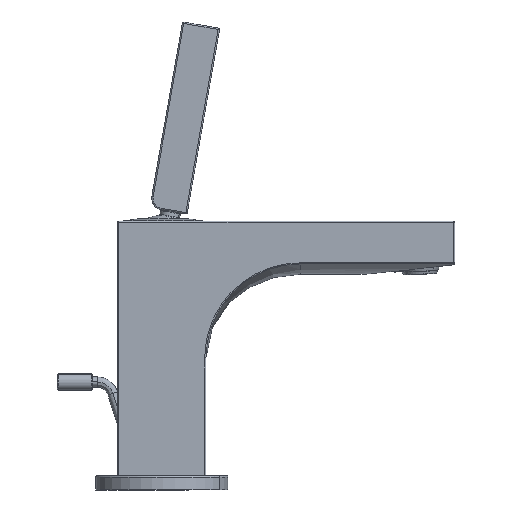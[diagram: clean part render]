
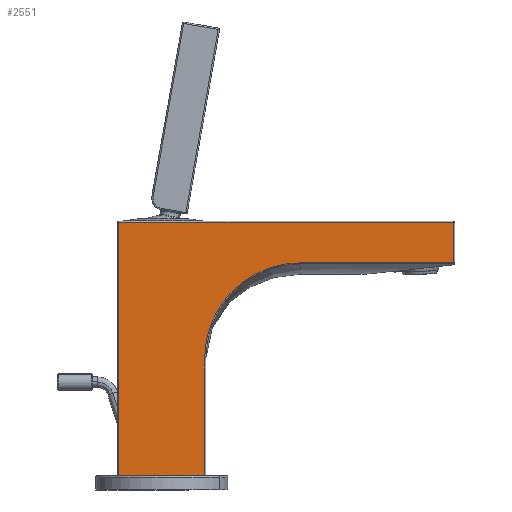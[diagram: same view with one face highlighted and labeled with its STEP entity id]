
A CAD part, front view. The second image highlights one B-rep face of the part: STEP entity #2551.
In plain terms, the highlighted planar face has unit normal (0, -1, 0).
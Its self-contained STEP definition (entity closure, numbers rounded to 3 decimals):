
#1366=CARTESIAN_POINT(' ',(-18.25,-18.75,8.));
#1371=DIRECTION(' ',(0.,0.,1.));
#1376=VECTOR(' ',#1371,1.);
#1381=LINE('',#1366,#1376);
#1386=CARTESIAN_POINT(' ',(-18.25,-18.75,8.));
#1387=VERTEX_POINT(' ',#1386);
#1391=CARTESIAN_POINT(' ',(-18.25,-18.75,115.5));
#1392=VERTEX_POINT(' ',#1391);
#1396=EDGE_CURVE(' ',#1387,#1392,#1381,.T.);
#1896=CARTESIAN_POINT(' ',(18.25,-18.75,8.));
#1897=VERTEX_POINT(' ',#1896);
#1911=CARTESIAN_POINT(' ',(-18.25,-18.75,8.));
#1916=DIRECTION(' ',(1.,0.,0.));
#1921=VECTOR(' ',#1916,1.);
#1926=LINE('',#1911,#1921);
#1931=EDGE_CURVE(' ',#1387,#1897,#1926,.T.);
#2281=DIRECTION(' ',(-0.,-1.,0.));
#2286=CARTESIAN_POINT(' ',(123.75,-18.75,8.));
#2291=DIRECTION(' ',(0.,0.,1.));
#2296=AXIS2_PLACEMENT_3D(' ',#2286,#2281,#2291);
#2301=PLANE('',#2296);
#2306=CARTESIAN_POINT(' ',(123.75,-18.75,115.5));
#2311=DIRECTION(' ',(0.,0.,-1.));
#2316=VECTOR(' ',#2311,1.);
#2321=LINE('',#2306,#2316);
#2326=CARTESIAN_POINT(' ',(123.75,-18.75,115.5));
#2327=VERTEX_POINT(' ',#2326);
#2331=CARTESIAN_POINT(' ',(123.75,-18.75,98.308));
#2332=VERTEX_POINT(' ',#2331);
#2336=EDGE_CURVE(' ',#2327,#2332,#2321,.T.);
#2341=ORIENTED_EDGE(' ',*,*,#2336,.F.);
#2346=CARTESIAN_POINT(' ',(123.75,-18.75,115.5));
#2351=DIRECTION(' ',(-1.,0.,0.));
#2356=VECTOR(' ',#2351,1.);
#2361=LINE('',#2346,#2356);
#2366=EDGE_CURVE(' ',#2327,#1392,#2361,.T.);
#2371=ORIENTED_EDGE(' ',*,*,#2366,.T.);
#2376=ORIENTED_EDGE(' ',*,*,#1396,.F.);
#2381=ORIENTED_EDGE(' ',*,*,#1931,.T.);
#2386=CARTESIAN_POINT(' ',(18.25,-18.75,58.));
#2391=DIRECTION(' ',(0.,0.,-1.));
#2396=VECTOR(' ',#2391,1.);
#2401=LINE('',#2386,#2396);
#2406=CARTESIAN_POINT(' ',(18.25,-18.75,58.));
#2407=VERTEX_POINT(' ',#2406);
#2411=EDGE_CURVE(' ',#2407,#1897,#2401,.T.);
#2416=ORIENTED_EDGE(' ',*,*,#2411,.F.);
#2421=CARTESIAN_POINT(' ',(58.75,-18.75,98.308));
#2426=CARTESIAN_POINT(' ',(55.16,-18.75,98.309));
#2431=CARTESIAN_POINT(' ',(51.463,-18.75,97.821));
#2436=CARTESIAN_POINT(' ',(44.26,-18.75,95.809));
#2441=CARTESIAN_POINT(' ',(40.813,-18.75,94.306));
#2446=CARTESIAN_POINT(' ',(35.014,-18.75,90.774));
#2451=CARTESIAN_POINT(' ',(32.557,-18.75,88.861));
#2456=CARTESIAN_POINT(' ',(27.24,-18.75,83.663));
#2461=CARTESIAN_POINT(' ',(24.639,-18.75,80.127));
#2466=CARTESIAN_POINT(' ',(21.005,-18.75,73.032));
#2471=CARTESIAN_POINT(' ',(19.798,-18.75,69.593));
#2476=CARTESIAN_POINT(' ',(18.525,-18.75,63.412));
#2481=CARTESIAN_POINT(' ',(18.25,-18.75,60.706));
#2486=CARTESIAN_POINT(' ',(18.25,-18.75,58.));
#2491=B_SPLINE_CURVE_WITH_KNOTS('',3,(#2421,#2426,#2431,#2436,#2441,#2446,#2451,#2456,#2461,#2466,#2471,#2476,#2481,#2486),.UNSPECIFIED.,.F.,.U.,(4,2,2,2,2,2,4),(0.,0.173,0.346,0.49,0.697,0.87,1.),.UNSPECIFIED.);
#2496=CARTESIAN_POINT(' ',(58.75,-18.75,98.308));
#2497=VERTEX_POINT(' ',#2496);
#2501=EDGE_CURVE(' ',#2497,#2407,#2491,.T.);
#2506=ORIENTED_EDGE(' ',*,*,#2501,.F.);
#2511=CARTESIAN_POINT(' ',(123.75,-18.75,98.308));
#2516=DIRECTION(' ',(-1.,0.,0.));
#2521=VECTOR(' ',#2516,1.);
#2526=LINE('',#2511,#2521);
#2531=EDGE_CURVE(' ',#2332,#2497,#2526,.T.);
#2536=ORIENTED_EDGE(' ',*,*,#2531,.F.);
#2541=EDGE_LOOP(' ',(#2341,#2371,#2376,#2381,#2416,#2506,#2536));
#2546=FACE_OUTER_BOUND(' ',#2541,.T.);
#2551=ADVANCED_FACE('',(#2546),#2301,.T.);
